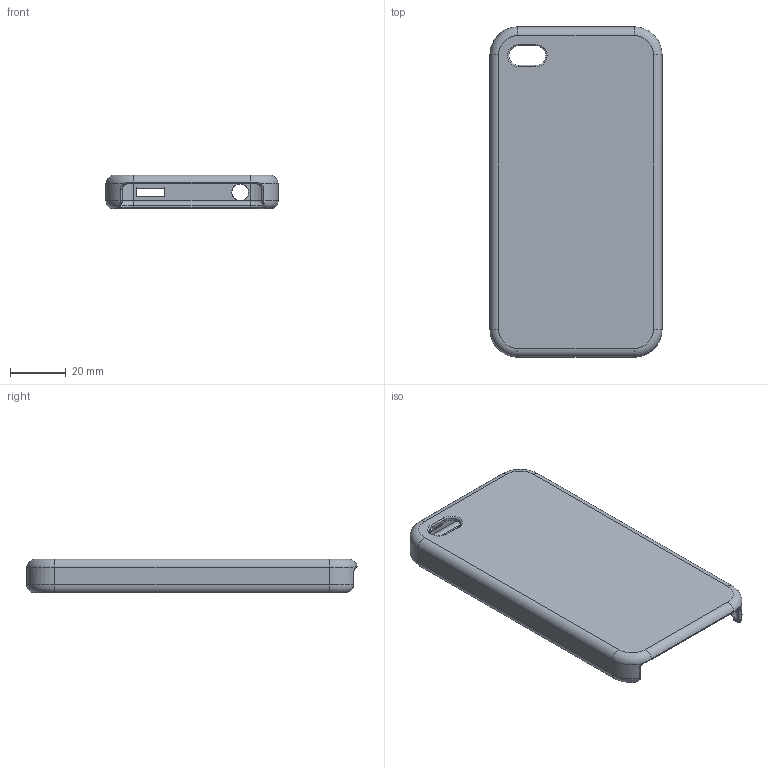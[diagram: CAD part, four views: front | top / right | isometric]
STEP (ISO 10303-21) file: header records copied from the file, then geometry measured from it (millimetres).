
FILE_DESCRIPTION((''),'2;1');
FILE_NAME('template 4s or CDMA.stp','2012-04-07T11:12:42',('Alex'),(''),'Autodesk Inventor 2012','Autodesk Inventor 2012','');
FILE_SCHEMA(('AUTOMOTIVE_DESIGN { 1 0 10303 214 1 1 1 1 }'));
Length unit declared in the file: millimetre
Products named in the file (1): template
Bounding box: 61.55 x 118.11 x 12.09 mm (x, y, z)
Volume: 14721.1 mm3; surface area: 20295.2 mm2
Topology: 1 solids, 1 shells, 169 faces, 421 edges, 250 vertices
Faces by surface type: cylinder 68, plane 41, torus 31, bspline 23, sphere 6
Full cylindrical faces by diameter (mm): 6 x1
Entity records: 5707 total; most frequent: CARTESIAN_POINT 1746, ORIENTED_EDGE 836, DIRECTION 826, EDGE_CURVE 418, AXIS2_PLACEMENT_3D 334, VERTEX_POINT 249, EDGE_LOOP 177, FACE_OUTER_BOUND 169
